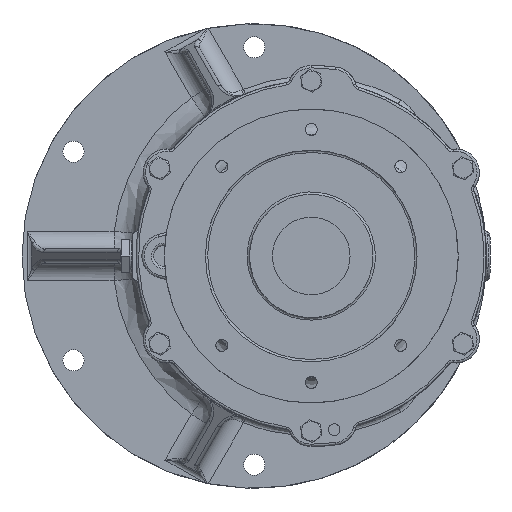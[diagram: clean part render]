
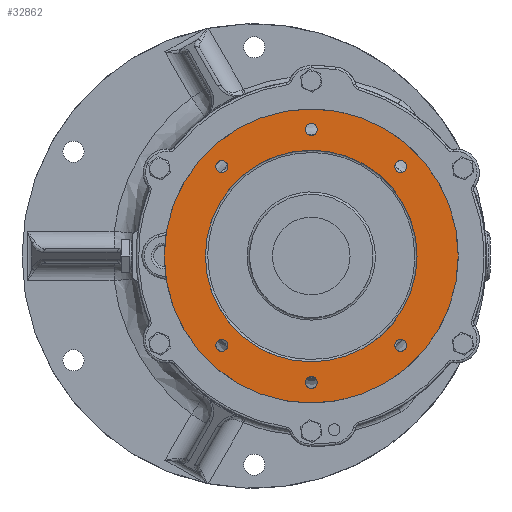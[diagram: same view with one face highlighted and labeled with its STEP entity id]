
A CAD part, left-side view. The second image highlights one B-rep face of the part: STEP entity #32862.
In plain terms, the highlighted planar face has unit normal (-1, 0, 0).
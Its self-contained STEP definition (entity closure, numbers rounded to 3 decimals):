
#289 = CARTESIAN_POINT ( 'NONE',  ( -125., 70.914, 76.014 ) ) ;
#527 = EDGE_LOOP ( 'NONE', ( #21885 ) ) ;
#1000 = DIRECTION ( 'NONE',  ( 1., 0., 0. ) ) ;
#1401 = CARTESIAN_POINT ( 'NONE',  ( -125., -5.1, 107.5 ) ) ;
#1623 = AXIS2_PLACEMENT_3D ( 'NONE', #35341, #6549, #18373 ) ;
#1884 = EDGE_CURVE ( 'NONE', #15647, #15647, #36563, .T. ) ;
#1930 = FACE_BOUND ( 'NONE', #21649, .T. ) ;
#1985 = VERTEX_POINT ( 'NONE', #34497 ) ;
#2313 = CARTESIAN_POINT ( 'NONE',  ( -125., -125., 0. ) ) ;
#2747 = ORIENTED_EDGE ( 'NONE', *, *, #32639, .T. ) ;
#3188 = EDGE_CURVE ( 'NONE', #37871, #37871, #23635, .T. ) ;
#3897 = CIRCLE ( 'NONE', #8920, 5.1 ) ;
#3907 = EDGE_LOOP ( 'NONE', ( #38485 ) ) ;
#4463 = CARTESIAN_POINT ( 'NONE',  ( -125., 0., 0. ) ) ;
#5043 = DIRECTION ( 'NONE',  ( 0., -1., 0. ) ) ;
#5101 = AXIS2_PLACEMENT_3D ( 'NONE', #14522, #38753, #11779 ) ;
#5254 = FACE_BOUND ( 'NONE', #25753, .T. ) ;
#5435 = DIRECTION ( 'NONE',  ( 1., 0., 0. ) ) ;
#6549 = DIRECTION ( 'NONE',  ( 1., 0., 0. ) ) ;
#7419 = DIRECTION ( 'NONE',  ( 1., 0., 0. ) ) ;
#7978 = ORIENTED_EDGE ( 'NONE', *, *, #26362, .T. ) ;
#8888 = CARTESIAN_POINT ( 'NONE',  ( -125., -81.114, -76.014 ) ) ;
#8920 = AXIS2_PLACEMENT_3D ( 'NONE', #38855, #21322, #35903 ) ;
#9878 = VERTEX_POINT ( 'NONE', #21301 ) ;
#10834 = CARTESIAN_POINT ( 'NONE',  ( -125., -81.114, 76.014 ) ) ;
#11779 = DIRECTION ( 'NONE',  ( 0., -1., 0. ) ) ;
#11858 = VERTEX_POINT ( 'NONE', #8888 ) ;
#12244 = CIRCLE ( 'NONE', #14117, 125. ) ;
#12716 = ORIENTED_EDGE ( 'NONE', *, *, #25135, .T. ) ;
#12801 = DIRECTION ( 'NONE',  ( 0., -1., 0. ) ) ;
#13443 = CARTESIAN_POINT ( 'NONE',  ( -125., -5.1, -107.5 ) ) ;
#13623 = AXIS2_PLACEMENT_3D ( 'NONE', #22254, #1000, #12801 ) ;
#14117 = AXIS2_PLACEMENT_3D ( 'NONE', #29731, #20468, #17127 ) ;
#14119 = FACE_BOUND ( 'NONE', #3907, .T. ) ;
#14330 = CIRCLE ( 'NONE', #36357, 5.1 ) ;
#14469 = EDGE_CURVE ( 'NONE', #11858, #11858, #14330, .T. ) ;
#14522 = CARTESIAN_POINT ( 'NONE',  ( -125., 76.014, 76.014 ) ) ;
#14686 = FACE_BOUND ( 'NONE', #527, .T. ) ;
#15647 = VERTEX_POINT ( 'NONE', #289 ) ;
#17127 = DIRECTION ( 'NONE',  ( 0., -1., 0. ) ) ;
#17260 = DIRECTION ( 'NONE',  ( 0., -1., 0. ) ) ;
#17275 = FACE_BOUND ( 'NONE', #18502, .T. ) ;
#17395 = CIRCLE ( 'NONE', #13623, 5.1 ) ;
#17843 = DIRECTION ( 'NONE',  ( 0., -1., 0. ) ) ;
#18373 = DIRECTION ( 'NONE',  ( 0., -1., 0. ) ) ;
#18502 = EDGE_LOOP ( 'NONE', ( #12716 ) ) ;
#19463 = EDGE_LOOP ( 'NONE', ( #23427 ) ) ;
#19909 = VERTEX_POINT ( 'NONE', #1401 ) ;
#20249 = EDGE_CURVE ( 'NONE', #9878, #9878, #17395, .T. ) ;
#20337 = AXIS2_PLACEMENT_3D ( 'NONE', #4463, #7419, #5043 ) ;
#20468 = DIRECTION ( 'NONE',  ( -1., 0., 0. ) ) ;
#20617 = FACE_BOUND ( 'NONE', #38587, .T. ) ;
#20803 = FACE_BOUND ( 'NONE', #19463, .T. ) ;
#21062 = AXIS2_PLACEMENT_3D ( 'NONE', #2313, #23382, #17843 ) ;
#21301 = CARTESIAN_POINT ( 'NONE',  ( -125., 70.914, -76.014 ) ) ;
#21322 = DIRECTION ( 'NONE',  ( 1., 0., 0. ) ) ;
#21649 = EDGE_LOOP ( 'NONE', ( #27954 ) ) ;
#21885 = ORIENTED_EDGE ( 'NONE', *, *, #20249, .T. ) ;
#22202 = CIRCLE ( 'NONE', #32885, 5.1 ) ;
#22254 = CARTESIAN_POINT ( 'NONE',  ( -125., 76.014, -76.014 ) ) ;
#22984 = CARTESIAN_POINT ( 'NONE',  ( -125., -76.014, -76.014 ) ) ;
#23382 = DIRECTION ( 'NONE',  ( -1., 0., 0. ) ) ;
#23427 = ORIENTED_EDGE ( 'NONE', *, *, #3188, .T. ) ;
#23440 = CARTESIAN_POINT ( 'NONE',  ( -125., -125., 0. ) ) ;
#23635 = CIRCLE ( 'NONE', #1623, 5.1 ) ;
#25124 = CARTESIAN_POINT ( 'NONE',  ( -125., 0., 107.5 ) ) ;
#25135 = EDGE_CURVE ( 'NONE', #31719, #31719, #3897, .T. ) ;
#25753 = EDGE_LOOP ( 'NONE', ( #36609 ) ) ;
#26362 = EDGE_CURVE ( 'NONE', #19909, #19909, #22202, .T. ) ;
#26777 = VERTEX_POINT ( 'NONE', #23440 ) ;
#27954 = ORIENTED_EDGE ( 'NONE', *, *, #29695, .T. ) ;
#29159 = CIRCLE ( 'NONE', #20337, 90. ) ;
#29504 = PLANE ( 'NONE',  #21062 ) ;
#29695 = EDGE_CURVE ( 'NONE', #1985, #1985, #29159, .T. ) ;
#29731 = CARTESIAN_POINT ( 'NONE',  ( -125., 0., 0. ) ) ;
#31250 = EDGE_LOOP ( 'NONE', ( #2747 ) ) ;
#31719 = VERTEX_POINT ( 'NONE', #10834 ) ;
#31798 = DIRECTION ( 'NONE',  ( 0., -1., 0. ) ) ;
#32639 = EDGE_CURVE ( 'NONE', #26777, #26777, #12244, .T. ) ;
#32862 = ADVANCED_FACE ( 'NONE', ( #34820, #1930, #14686, #5254, #17275, #14119, #20617, #20803 ), #29504, .T. ) ;
#32885 = AXIS2_PLACEMENT_3D ( 'NONE', #25124, #37513, #31798 ) ;
#34497 = CARTESIAN_POINT ( 'NONE',  ( -125., -90., 0. ) ) ;
#34820 = FACE_OUTER_BOUND ( 'NONE', #31250, .T. ) ;
#35341 = CARTESIAN_POINT ( 'NONE',  ( -125., 0., -107.5 ) ) ;
#35903 = DIRECTION ( 'NONE',  ( 0., -1., 0. ) ) ;
#36357 = AXIS2_PLACEMENT_3D ( 'NONE', #22984, #5435, #17260 ) ;
#36563 = CIRCLE ( 'NONE', #5101, 5.1 ) ;
#36609 = ORIENTED_EDGE ( 'NONE', *, *, #1884, .T. ) ;
#37513 = DIRECTION ( 'NONE',  ( 1., 0., 0. ) ) ;
#37871 = VERTEX_POINT ( 'NONE', #13443 ) ;
#38485 = ORIENTED_EDGE ( 'NONE', *, *, #14469, .T. ) ;
#38587 = EDGE_LOOP ( 'NONE', ( #7978 ) ) ;
#38753 = DIRECTION ( 'NONE',  ( 1., 0., 0. ) ) ;
#38855 = CARTESIAN_POINT ( 'NONE',  ( -125., -76.014, 76.014 ) ) ;
